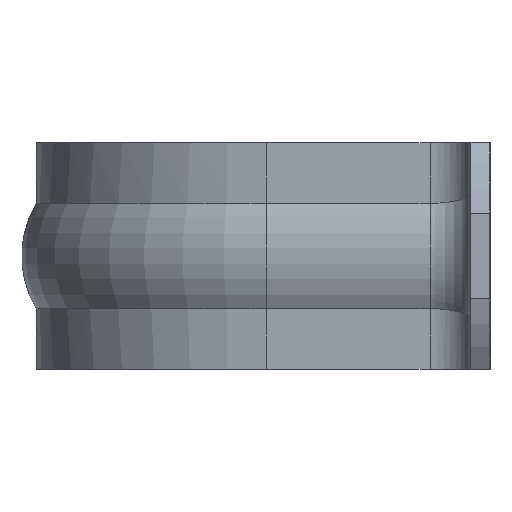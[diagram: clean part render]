
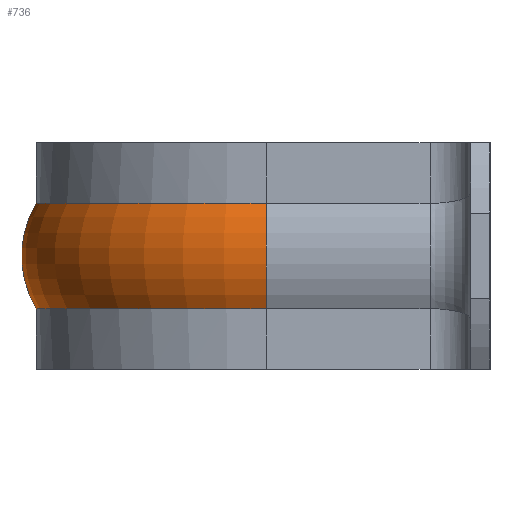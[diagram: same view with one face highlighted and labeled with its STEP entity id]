
A CAD part, left-side view. The second image highlights one B-rep face of the part: STEP entity #736.
In plain terms, the highlighted toroidal (fillet/blend) face has major radius 8.782 mm and minor radius 6.318 mm.
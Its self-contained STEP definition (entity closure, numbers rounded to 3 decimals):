
#21=TOROIDAL_SURFACE('',#843,8.782,6.318);
#80=FACE_OUTER_BOUND('',#125,.T.);
#125=EDGE_LOOP('',(#660,#661,#662,#663));
#134=CIRCLE('',#774,14.2);
#140=CIRCLE('',#784,14.2);
#162=CIRCLE('',#826,6.318);
#166=CIRCLE('',#835,6.318);
#303=VERTEX_POINT('',#1140);
#308=VERTEX_POINT('',#1156);
#319=VERTEX_POINT('',#1186);
#320=VERTEX_POINT('',#1188);
#378=EDGE_CURVE('',#303,#308,#134,.T.);
#393=EDGE_CURVE('',#319,#320,#140,.T.);
#439=EDGE_CURVE('',#319,#303,#162,.T.);
#452=EDGE_CURVE('',#320,#308,#166,.T.);
#660=ORIENTED_EDGE('',*,*,#439,.T.);
#661=ORIENTED_EDGE('',*,*,#378,.T.);
#662=ORIENTED_EDGE('',*,*,#452,.F.);
#663=ORIENTED_EDGE('',*,*,#393,.F.);
#736=ADVANCED_FACE('',(#80),#21,.T.);
#774=AXIS2_PLACEMENT_3D('',#1158,#883,#884);
#784=AXIS2_PLACEMENT_3D('',#1189,#912,#913);
#826=AXIS2_PLACEMENT_3D('',#1360,#1018,#1019);
#835=AXIS2_PLACEMENT_3D('',#1414,#1043,#1044);
#843=AXIS2_PLACEMENT_3D('',#1430,#1064,#1065);
#883=DIRECTION('center_axis',(0.,0.,1.));
#884=DIRECTION('ref_axis',(1.,0.,0.));
#912=DIRECTION('center_axis',(0.,0.,1.));
#913=DIRECTION('ref_axis',(1.,0.,0.));
#1018=DIRECTION('center_axis',(0.,1.,0.));
#1019=DIRECTION('ref_axis',(0.858,0.,-0.514));
#1043=DIRECTION('center_axis',(0.,-1.,0.));
#1044=DIRECTION('ref_axis',(-0.858,0.,-0.514));
#1064=DIRECTION('center_axis',(0.,0.,1.));
#1065=DIRECTION('ref_axis',(1.,0.,0.));
#1140=CARTESIAN_POINT('',(14.2,-14.2,-3.25));
#1156=CARTESIAN_POINT('',(-14.2,-14.2,-3.25));
#1158=CARTESIAN_POINT('Origin',(0.,-14.2,-3.25));
#1186=CARTESIAN_POINT('',(14.2,-14.2,3.25));
#1188=CARTESIAN_POINT('',(-14.2,-14.2,3.25));
#1189=CARTESIAN_POINT('Origin',(0.,-14.2,3.25));
#1360=CARTESIAN_POINT('Origin',(8.782,-14.2,0.));
#1414=CARTESIAN_POINT('Origin',(-8.782,-14.2,0.));
#1430=CARTESIAN_POINT('Origin',(0.,-14.2,0.));
